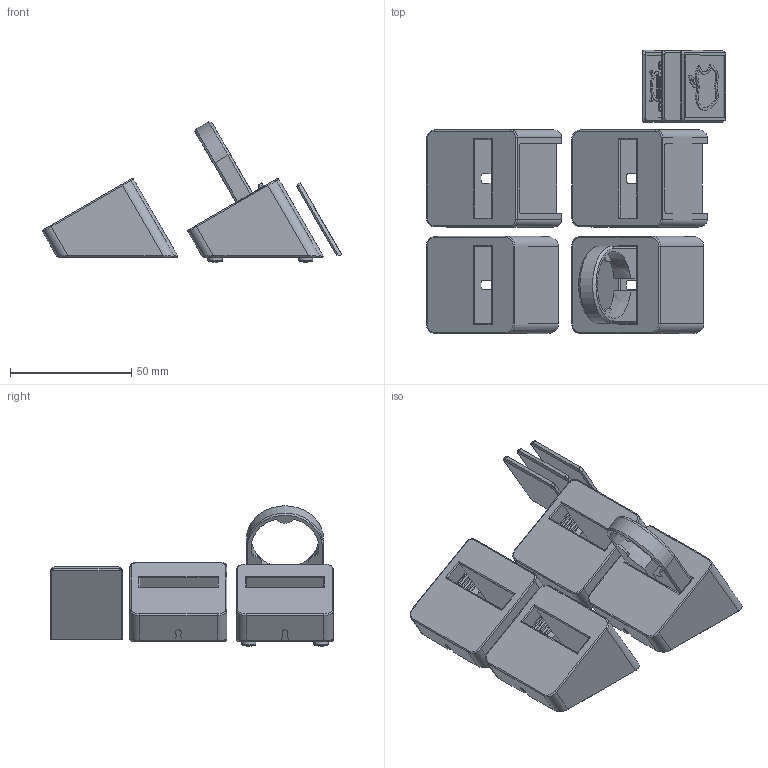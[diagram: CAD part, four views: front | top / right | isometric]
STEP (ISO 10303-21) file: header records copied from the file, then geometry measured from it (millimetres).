
FILE_DESCRIPTION(/* description */ (''),/* implementation_level */ '2;1');
FILE_NAME(/* name */ 'apple-watch-mini-dock.step',/* time_stamp */ '2021-04-18T21:23:52-04:00',/* author */ (''),/* organization */ (''),/* preprocessor_version */ 'ST-DEVELOPER v18.1',/* originating_system */ 'Autodesk Translation Framework v10.6.0.1341',/* authorisation */ '');
FILE_SCHEMA (('AUTOMOTIVE_DESIGN { 1 0 10303 214 3 1 1 }'));
Length unit declared in the file: millimetre
Products named in the file (5): apple-watch-mini-dock; mini; feet; base-with-plate; filler
Assembly tree (4 placements, depth 2):
  apple-watch-mini-dock
    mini
    feet
    base-with-plate
    filler
Bounding box: 123.46 x 116.79 x 57.93 mm (x, y, z)
Volume: 123508.1 mm3; surface area: 53017.7 mm2
Topology: 12 solids, 12 shells, 799 faces, 2124 edges, 1372 vertices
Faces by surface type: plane 422, cylinder 186, bspline 138, cone 33, torus 16, sphere 4
Full cylindrical faces by diameter (mm): 5.9 x4
Entity records: 26627 total; most frequent: CARTESIAN_POINT 7536, ORIENTED_EDGE 4248, DIRECTION 3556, EDGE_CURVE 2124, VERTEX_POINT 1372, LINE 1356, VECTOR 1356, AXIS2_PLACEMENT_3D 1100
